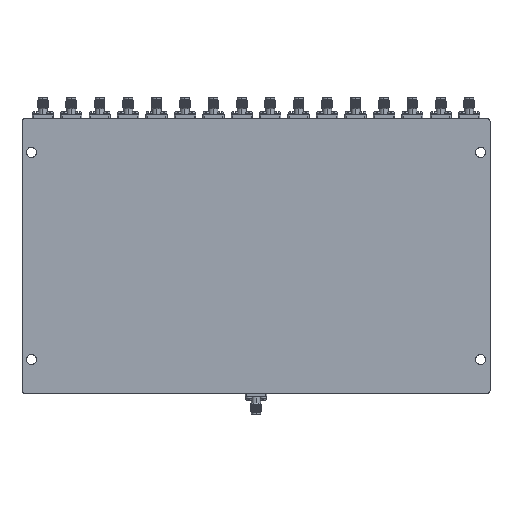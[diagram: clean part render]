
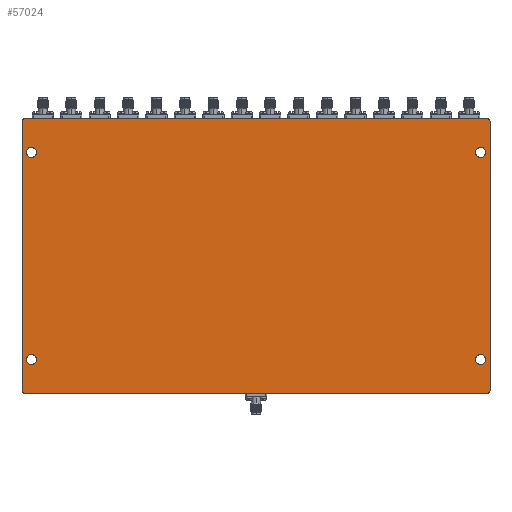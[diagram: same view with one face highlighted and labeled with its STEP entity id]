
A CAD part, top view. The second image highlights one B-rep face of the part: STEP entity #57024.
In plain terms, the highlighted planar face has unit normal (0, 0, 1).
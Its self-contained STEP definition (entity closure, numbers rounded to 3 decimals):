
#51 = VERTEX_POINT ( 'NONE', #162 ) ;
#112 = VERTEX_POINT ( 'NONE', #39912 ) ;
#162 = CARTESIAN_POINT ( 'NONE',  ( 104.55, -60.3, 12.7 ) ) ;
#1093 = VECTOR ( 'NONE', #60704, 1000. ) ;
#1576 = AXIS2_PLACEMENT_3D ( 'NONE', #43856, #17723, #4454 ) ;
#1918 = CARTESIAN_POINT ( 'NONE',  ( 103.55, -60.3, 12.7 ) ) ;
#2260 = EDGE_CURVE ( 'NONE', #112, #15105, #27223, .T. ) ;
#2797 = CARTESIAN_POINT ( 'NONE',  ( -100.35, -46.3, 12.7 ) ) ;
#3539 = FACE_OUTER_BOUND ( 'NONE', #5378, .T. ) ;
#3669 = ORIENTED_EDGE ( 'NONE', *, *, #41426, .F. ) ;
#3711 = CIRCLE ( 'NONE', #72559, 1. ) ;
#4308 = AXIS2_PLACEMENT_3D ( 'NONE', #51245, #11897, #37186 ) ;
#4455 = EDGE_CURVE ( 'NONE', #15105, #112, #43369, .T. ) ;
#4454 = DIRECTION ( 'NONE',  ( 1., 0., 0. ) ) ;
#5187 = EDGE_CURVE ( 'NONE', #67614, #78225, #3711, .T. ) ;
#5378 = EDGE_LOOP ( 'NONE', ( #64406, #71898, #9618, #44961, #75988, #16798, #75810, #10823 ) ) ;
#5643 = VERTEX_POINT ( 'NONE', #55642 ) ;
#6000 = DIRECTION ( 'NONE',  ( 1., 0., 0. ) ) ;
#6353 = EDGE_CURVE ( 'NONE', #5643, #52874, #72550, .T. ) ;
#6801 = CARTESIAN_POINT ( 'NONE',  ( 98.1, -46.3, 12.7 ) ) ;
#7478 = LINE ( 'NONE', #40516, #30207 ) ;
#7742 = VERTEX_POINT ( 'NONE', #35990 ) ;
#8535 = PLANE ( 'NONE',  #25268 ) ;
#9618 = ORIENTED_EDGE ( 'NONE', *, *, #34291, .F. ) ;
#10038 = CIRCLE ( 'NONE', #51070, 2.25 ) ;
#10823 = ORIENTED_EDGE ( 'NONE', *, *, #5187, .T. ) ;
#11428 = VECTOR ( 'NONE', #69737, 1000. ) ;
#11836 = VERTEX_POINT ( 'NONE', #64340 ) ;
#11897 = DIRECTION ( 'NONE',  ( 0., 0., 1. ) ) ;
#13099 = VECTOR ( 'NONE', #13622, 1000. ) ;
#13622 = DIRECTION ( 'NONE',  ( 0., 1., 0. ) ) ;
#15105 = VERTEX_POINT ( 'NONE', #27282 ) ;
#15179 = CIRCLE ( 'NONE', #60192, 1. ) ;
#15336 = EDGE_CURVE ( 'NONE', #7742, #29217, #50694, .T. ) ;
#16118 = CIRCLE ( 'NONE', #35936, 2.25 ) ;
#16798 = ORIENTED_EDGE ( 'NONE', *, *, #76878, .T. ) ;
#17723 = DIRECTION ( 'NONE',  ( 0., 0., 1. ) ) ;
#18152 = AXIS2_PLACEMENT_3D ( 'NONE', #39081, #52354, #45715 ) ;
#19837 = LINE ( 'NONE', #44319, #13099 ) ;
#20778 = EDGE_LOOP ( 'NONE', ( #59165, #65555 ) ) ;
#20976 = EDGE_CURVE ( 'NONE', #46385, #64241, #40749, .T. ) ;
#21389 = DIRECTION ( 'NONE',  ( 1., 0., 0. ) ) ;
#22599 = CARTESIAN_POINT ( 'NONE',  ( 100.35, 46.3, 12.7 ) ) ;
#22871 = DIRECTION ( 'NONE',  ( 0., 0., 1. ) ) ;
#23352 = LINE ( 'NONE', #73956, #1093 ) ;
#23813 = CARTESIAN_POINT ( 'NONE',  ( -102.6, 46.3, 12.7 ) ) ;
#23849 = DIRECTION ( 'NONE',  ( 0., 0., -1. ) ) ;
#24316 = EDGE_CURVE ( 'NONE', #56549, #51, #15179, .T. ) ;
#24723 = DIRECTION ( 'NONE',  ( 1., 0., 0. ) ) ;
#24731 = DIRECTION ( 'NONE',  ( 1., 0., 0. ) ) ;
#25268 = AXIS2_PLACEMENT_3D ( 'NONE', #52925, #78215, #21389 ) ;
#27223 = CIRCLE ( 'NONE', #73560, 2.25 ) ;
#27282 = CARTESIAN_POINT ( 'NONE',  ( 98.1, 46.3, 12.7 ) ) ;
#27283 = DIRECTION ( 'NONE',  ( 0., 0., -1. ) ) ;
#27596 = CARTESIAN_POINT ( 'NONE',  ( -103.55, 60.3, 12.7 ) ) ;
#28846 = FACE_BOUND ( 'NONE', #43754, .T. ) ;
#29217 = VERTEX_POINT ( 'NONE', #65753 ) ;
#30108 = AXIS2_PLACEMENT_3D ( 'NONE', #79699, #22871, #49405 ) ;
#30123 = CARTESIAN_POINT ( 'NONE',  ( 100.35, -46.3, 12.7 ) ) ;
#30207 = VECTOR ( 'NONE', #60022, 1000. ) ;
#31471 = AXIS2_PLACEMENT_3D ( 'NONE', #2797, #27283, #40113 ) ;
#33847 = DIRECTION ( 'NONE',  ( 0., 0., 1. ) ) ;
#34291 = EDGE_CURVE ( 'NONE', #7742, #51, #7478, .T. ) ;
#35456 = EDGE_CURVE ( 'NONE', #67614, #11836, #19837, .T. ) ;
#35936 = AXIS2_PLACEMENT_3D ( 'NONE', #62881, #62063, #24723 ) ;
#35990 = CARTESIAN_POINT ( 'NONE',  ( 104.55, 60.3, 12.7 ) ) ;
#36275 = DIRECTION ( 'NONE',  ( 0., 0., 1. ) ) ;
#36412 = ORIENTED_EDGE ( 'NONE', *, *, #79020, .T. ) ;
#36688 = CIRCLE ( 'NONE', #18152, 2.25 ) ;
#37186 = DIRECTION ( 'NONE',  ( 1., 0., 0. ) ) ;
#38926 = ORIENTED_EDGE ( 'NONE', *, *, #20976, .T. ) ;
#39081 = CARTESIAN_POINT ( 'NONE',  ( -100.35, 46.3, 12.7 ) ) ;
#39272 = DIRECTION ( 'NONE',  ( 0., 0., 1. ) ) ;
#39607 = EDGE_CURVE ( 'NONE', #52874, #5643, #10038, .T. ) ;
#39664 = CIRCLE ( 'NONE', #58203, 1. ) ;
#39912 = CARTESIAN_POINT ( 'NONE',  ( 102.6, 46.3, 12.7 ) ) ;
#40113 = DIRECTION ( 'NONE',  ( 1., 0., 0. ) ) ;
#40516 = CARTESIAN_POINT ( 'NONE',  ( 104.55, 0., 12.7 ) ) ;
#40749 = CIRCLE ( 'NONE', #80494, 2.25 ) ;
#41426 = EDGE_CURVE ( 'NONE', #44804, #63456, #36688, .T. ) ;
#43369 = CIRCLE ( 'NONE', #30108, 2.25 ) ;
#43754 = EDGE_LOOP ( 'NONE', ( #38926, #36412 ) ) ;
#43856 = CARTESIAN_POINT ( 'NONE',  ( -100.35, 46.3, 12.7 ) ) ;
#44038 = LINE ( 'NONE', #69333, #11428 ) ;
#44319 = CARTESIAN_POINT ( 'NONE',  ( -104.55, 0., 12.7 ) ) ;
#44804 = VERTEX_POINT ( 'NONE', #71067 ) ;
#44961 = ORIENTED_EDGE ( 'NONE', *, *, #15336, .T. ) ;
#45715 = DIRECTION ( 'NONE',  ( 1., 0., 0. ) ) ;
#46385 = VERTEX_POINT ( 'NONE', #66096 ) ;
#47503 = CARTESIAN_POINT ( 'NONE',  ( -102.6, -46.3, 12.7 ) ) ;
#47705 = CARTESIAN_POINT ( 'NONE',  ( 103.55, -61.3, 12.7 ) ) ;
#47869 = DIRECTION ( 'NONE',  ( 0., 0., 1. ) ) ;
#49405 = DIRECTION ( 'NONE',  ( 1., 0., 0. ) ) ;
#49608 = DIRECTION ( 'NONE',  ( 0., 0., -1. ) ) ;
#50548 = EDGE_CURVE ( 'NONE', #55099, #29217, #44038, .T. ) ;
#50694 = CIRCLE ( 'NONE', #4308, 1. ) ;
#51070 = AXIS2_PLACEMENT_3D ( 'NONE', #80689, #23849, #6000 ) ;
#51245 = CARTESIAN_POINT ( 'NONE',  ( 103.55, 60.3, 12.7 ) ) ;
#51250 = ORIENTED_EDGE ( 'NONE', *, *, #2260, .F. ) ;
#51701 = DIRECTION ( 'NONE',  ( 1., 0., 0. ) ) ;
#52354 = DIRECTION ( 'NONE',  ( 0., 0., 1. ) ) ;
#52874 = VERTEX_POINT ( 'NONE', #47503 ) ;
#52925 = CARTESIAN_POINT ( 'NONE',  ( 0., 0., 12.7 ) ) ;
#54151 = FACE_BOUND ( 'NONE', #20778, .T. ) ;
#54957 = EDGE_LOOP ( 'NONE', ( #3669, #64032 ) ) ;
#55099 = VERTEX_POINT ( 'NONE', #56081 ) ;
#55642 = CARTESIAN_POINT ( 'NONE',  ( -98.1, -46.3, 12.7 ) ) ;
#55774 = DIRECTION ( 'NONE',  ( 1., 0., 0. ) ) ;
#56081 = CARTESIAN_POINT ( 'NONE',  ( -103.55, 61.3, 12.7 ) ) ;
#56549 = VERTEX_POINT ( 'NONE', #47705 ) ;
#57024 = ADVANCED_FACE ( 'NONE', ( #3539, #28846, #54151, #79435, #65353 ), #8535, .T. ) ;
#58203 = AXIS2_PLACEMENT_3D ( 'NONE', #27596, #47869, #73170 ) ;
#58773 = DIRECTION ( 'NONE',  ( 1., 0., 0. ) ) ;
#59165 = ORIENTED_EDGE ( 'NONE', *, *, #6353, .T. ) ;
#59863 = EDGE_CURVE ( 'NONE', #63456, #44804, #63794, .T. ) ;
#60022 = DIRECTION ( 'NONE',  ( 0., -1., 0. ) ) ;
#60192 = AXIS2_PLACEMENT_3D ( 'NONE', #1918, #33847, #51701 ) ;
#60704 = DIRECTION ( 'NONE',  ( -1., 0., 0. ) ) ;
#62063 = DIRECTION ( 'NONE',  ( 0., 0., -1. ) ) ;
#62881 = CARTESIAN_POINT ( 'NONE',  ( 100.35, -46.3, 12.7 ) ) ;
#63279 = CARTESIAN_POINT ( 'NONE',  ( -103.55, -61.3, 12.7 ) ) ;
#63456 = VERTEX_POINT ( 'NONE', #23813 ) ;
#63794 = CIRCLE ( 'NONE', #1576, 2.25 ) ;
#64032 = ORIENTED_EDGE ( 'NONE', *, *, #59863, .F. ) ;
#64241 = VERTEX_POINT ( 'NONE', #6801 ) ;
#64340 = CARTESIAN_POINT ( 'NONE',  ( -104.55, 60.3, 12.7 ) ) ;
#64406 = ORIENTED_EDGE ( 'NONE', *, *, #67584, .F. ) ;
#65353 = FACE_BOUND ( 'NONE', #54957, .T. ) ;
#65555 = ORIENTED_EDGE ( 'NONE', *, *, #39607, .T. ) ;
#65753 = CARTESIAN_POINT ( 'NONE',  ( 103.55, 61.3, 12.7 ) ) ;
#66096 = CARTESIAN_POINT ( 'NONE',  ( 102.6, -46.3, 12.7 ) ) ;
#66099 = CARTESIAN_POINT ( 'NONE',  ( -104.55, -60.3, 12.7 ) ) ;
#67584 = EDGE_CURVE ( 'NONE', #56549, #78225, #23352, .T. ) ;
#67614 = VERTEX_POINT ( 'NONE', #66099 ) ;
#69333 = CARTESIAN_POINT ( 'NONE',  ( 0., 61.3, 12.7 ) ) ;
#69737 = DIRECTION ( 'NONE',  ( 1., 0., 0. ) ) ;
#71067 = CARTESIAN_POINT ( 'NONE',  ( -98.1, 46.3, 12.7 ) ) ;
#71226 = CARTESIAN_POINT ( 'NONE',  ( -103.55, -60.3, 12.7 ) ) ;
#71898 = ORIENTED_EDGE ( 'NONE', *, *, #24316, .T. ) ;
#72550 = CIRCLE ( 'NONE', #31471, 2.25 ) ;
#72559 = AXIS2_PLACEMENT_3D ( 'NONE', #71226, #39272, #58773 ) ;
#72829 = ORIENTED_EDGE ( 'NONE', *, *, #4455, .F. ) ;
#73170 = DIRECTION ( 'NONE',  ( 1., 0., 0. ) ) ;
#73560 = AXIS2_PLACEMENT_3D ( 'NONE', #22599, #36275, #55774 ) ;
#73872 = EDGE_LOOP ( 'NONE', ( #51250, #72829 ) ) ;
#73956 = CARTESIAN_POINT ( 'NONE',  ( 0., -61.3, 12.7 ) ) ;
#75810 = ORIENTED_EDGE ( 'NONE', *, *, #35456, .F. ) ;
#75988 = ORIENTED_EDGE ( 'NONE', *, *, #50548, .F. ) ;
#76878 = EDGE_CURVE ( 'NONE', #55099, #11836, #39664, .T. ) ;
#78215 = DIRECTION ( 'NONE',  ( 0., 0., 1. ) ) ;
#78225 = VERTEX_POINT ( 'NONE', #63279 ) ;
#79020 = EDGE_CURVE ( 'NONE', #64241, #46385, #16118, .T. ) ;
#79435 = FACE_BOUND ( 'NONE', #73872, .T. ) ;
#79699 = CARTESIAN_POINT ( 'NONE',  ( 100.35, 46.3, 12.7 ) ) ;
#80494 = AXIS2_PLACEMENT_3D ( 'NONE', #30123, #49608, #24731 ) ;
#80689 = CARTESIAN_POINT ( 'NONE',  ( -100.35, -46.3, 12.7 ) ) ;
